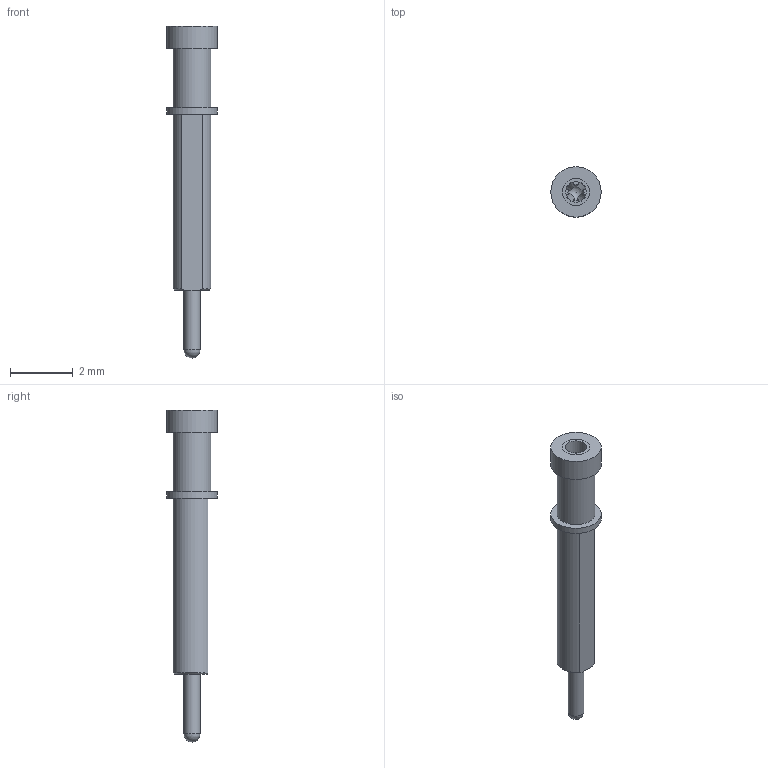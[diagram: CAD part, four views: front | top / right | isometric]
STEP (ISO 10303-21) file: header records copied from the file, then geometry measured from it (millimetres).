
FILE_DESCRIPTION(/* description */ (''),/* implementation_level */ '2;1');
FILE_NAME(/* name */ 'MachinePin_Medium_Standard_Gold v76.step',/* time_stamp */ '2026-01-07T11:17:12-08:00',/* author */ (''),/* organization */ (''),/* preprocessor_version */ 'ST-DEVELOPER v20.1',/* originating_system */ 'Autodesk Translation Framework v14.21.0.0',/* authorisation */ '');
FILE_SCHEMA (('AUTOMOTIVE_DESIGN { 1 0 10303 214 3 1 1 }'));
Length unit declared in the file: millimetre
Products named in the file (2): MachinePin_Medium_Standard_Gold; MpinContact_Medium
Assembly tree (1 placements, depth 2):
  MachinePin_Medium_Standard_Gold
    MpinContact_Medium
Bounding box: 1.6 x 1.6 x 10.55 mm (x, y, z)
Volume: 9.3 mm3; surface area: 54.5 mm2
Topology: 2 solids, 2 shells, 46 faces, 116 edges, 76 vertices
Faces by surface type: plane 19, cone 14, cylinder 8, bspline 4, sphere 1
Full cylindrical faces by diameter (mm): 0.51 x1, 0.67 x1, 0.87 x2, 1.2 x1, 1.6 x2
Entity records: 2037 total; most frequent: CARTESIAN_POINT 863, DIRECTION 246, ORIENTED_EDGE 228, EDGE_CURVE 114, AXIS2_PLACEMENT_3D 101, VERTEX_POINT 76, EDGE_LOOP 52, FACE_OUTER_BOUND 46
